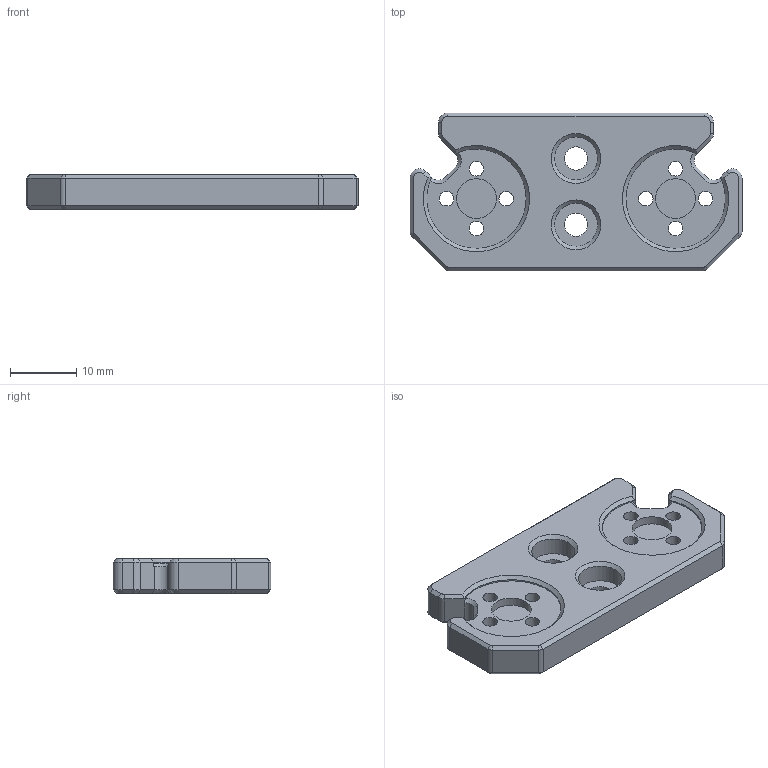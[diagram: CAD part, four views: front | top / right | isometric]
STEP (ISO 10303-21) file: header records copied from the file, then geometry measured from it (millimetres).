
FILE_DESCRIPTION(/* description */ ('STEP AP242','CAx-IF Rec.Pracs.---Representation and Presentation of Product Manufacturing Information (PMI)---4.0---2014-10-13','CAx-IF Rec.Pracs.---3D Tessellated Geometry---0.4---2014-09-14','2;1'),/* implementation_level */ '2;1');
FILE_NAME(/* name */ '672a72f70e2e58675dc01aad',/* time_stamp */ '2024-11-05T19:33:12Z',/* author */ (''),/* organization */ (''),/* preprocessor_version */ 'ST-DEVELOPER v20',/* originating_system */ 'ONSHAPE BY PTC INC, 1.189',/* authorisation */ ' ');
FILE_SCHEMA (('AP242_MANAGED_MODEL_BASED_3D_ENGINEERING_MIM_LF { 1 0 10303 442 1 1 4 }'));
Length unit declared in the file: metre
Products named in the file (1): MOTOR TRAY - OFD-DDW-TLNX BL NOIDCORE V2 - 30mm Xing2 1404
Bounding box: 50 x 23.75 x 5.2 mm (x, y, z)
Volume: 4594.3 mm3; surface area: 3231.5 mm2
Topology: 1 solids, 1 shells, 132 faces, 308 edges, 182 vertices
Faces by surface type: plane 54, cone 40, cylinder 38
Full cylindrical faces by diameter (mm): 2.2 x8, 3.5 x2, 4 x8, 6 x2, 6.5 x2
Entity records: 3542 total; most frequent: DIRECTION 638, CARTESIAN_POINT 599, ORIENTED_EDGE 536, EDGE_CURVE 268, AXIS2_PLACEMENT_3D 245, EDGE_LOOP 188, FACE_BOUND 188, VERTEX_POINT 174
